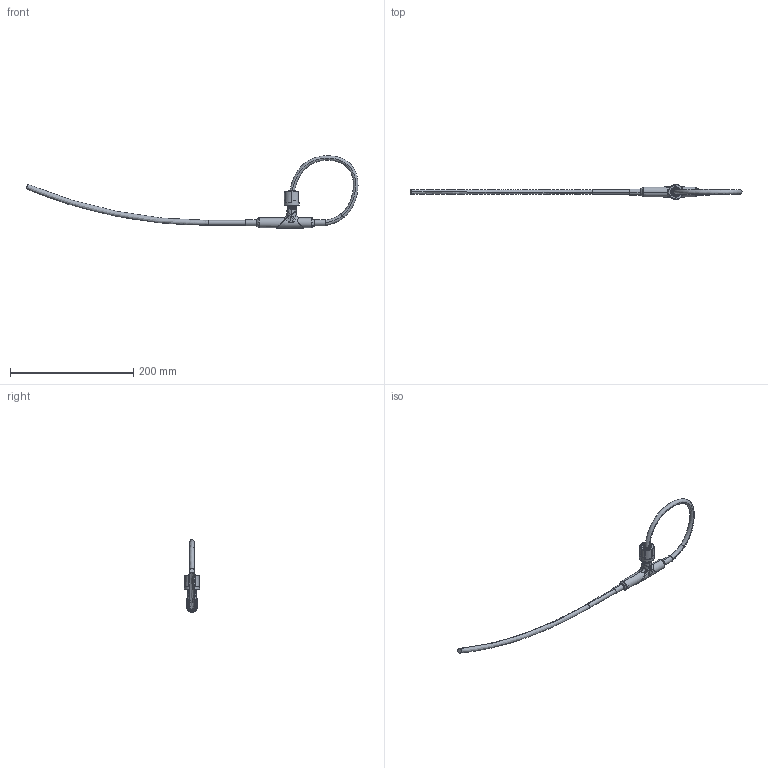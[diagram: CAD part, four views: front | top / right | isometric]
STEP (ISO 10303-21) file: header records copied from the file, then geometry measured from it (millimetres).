
FILE_DESCRIPTION (( 'STEP AP214' ), '1' );
FILE_NAME ('10kV.STEP', '2020-05-12T14:01:35', ( '' ), ( '' ), 'SwSTEP 2.0', 'SolidWorks 2020', '' );
FILE_SCHEMA (( 'AUTOMOTIVE_DESIGN' ));
Length unit declared in the file: millimetre
Products named in the file (1): 10kV
Bounding box: 539.65 x 24.4 x 117.85 mm (x, y, z)
Surface area: 42212.3 mm2 (no closed solid volume)
Topology: 0 solids, 9 shells, 322 faces, 817 edges, 509 vertices
Faces by surface type: bspline 141, cylinder 97, plane 67, cone 17
Entity records: 64676 total; most frequent: CARTESIAN_POINT 54406, ORIENTED_EDGE 1614, DIRECTION 1043, EDGE_CURVE 809, VERTEX_POINT 509, AXIS2_PLACEMENT_3D 428, B_SPLINE_CURVE_WITH_KNOTS 343, UNCERTAINTY_MEASURE_WITH_UNIT 332
